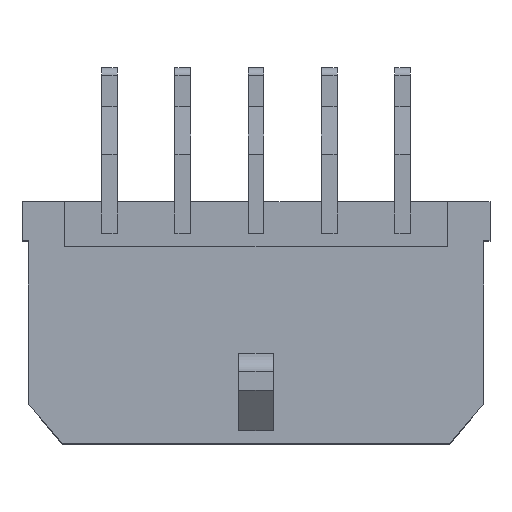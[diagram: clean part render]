
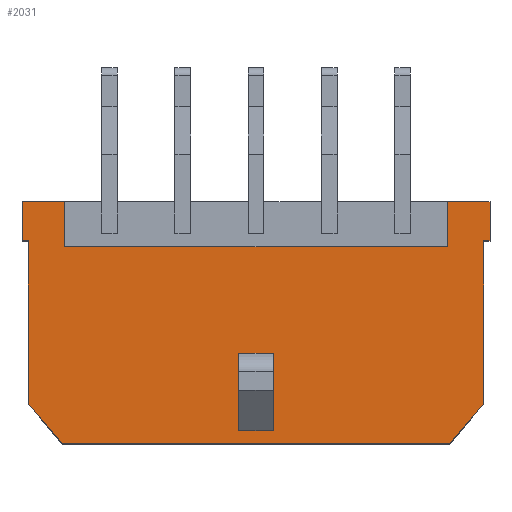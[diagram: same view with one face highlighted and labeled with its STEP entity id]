
A CAD part, top view. The second image highlights one B-rep face of the part: STEP entity #2031.
In plain terms, the highlighted planar face has unit normal (0, 0, 1).
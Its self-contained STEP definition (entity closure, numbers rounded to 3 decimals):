
#1497 = VERTEX_POINT('',#1498);
#1498 = CARTESIAN_POINT('',(9.575,5.36,7.37));
#1504 = EDGE_CURVE('',#1497,#1505,#1507,.T.);
#1505 = VERTEX_POINT('',#1506);
#1506 = CARTESIAN_POINT('',(7.825,5.36,7.37));
#1507 = LINE('',#1508,#1509);
#1508 = CARTESIAN_POINT('',(9.575,5.36,7.37));
#1509 = VECTOR('',#1510,1.);
#1510 = DIRECTION('',(-1.,0.,0.));
#1684 = VERTEX_POINT('',#1685);
#1685 = CARTESIAN_POINT('',(-7.825,5.36,7.37));
#1691 = EDGE_CURVE('',#1684,#1692,#1694,.T.);
#1692 = VERTEX_POINT('',#1693);
#1693 = CARTESIAN_POINT('',(-9.575,5.36,7.37));
#1694 = LINE('',#1695,#1696);
#1695 = CARTESIAN_POINT('',(-7.825,5.36,7.37));
#1696 = VECTOR('',#1697,1.);
#1697 = DIRECTION('',(-1.,0.,0.));
#1768 = VERTEX_POINT('',#1769);
#1769 = CARTESIAN_POINT('',(9.575,3.76,7.37));
#1775 = EDGE_CURVE('',#1497,#1768,#1776,.T.);
#1776 = LINE('',#1777,#1778);
#1777 = CARTESIAN_POINT('',(9.575,5.36,7.37));
#1778 = VECTOR('',#1779,1.);
#1779 = DIRECTION('',(0.,-1.,0.));
#1904 = EDGE_CURVE('',#1905,#1692,#1907,.T.);
#1905 = VERTEX_POINT('',#1906);
#1906 = CARTESIAN_POINT('',(-9.575,3.76,7.37));
#1907 = LINE('',#1908,#1909);
#1908 = CARTESIAN_POINT('',(-9.575,3.76,7.37));
#1909 = VECTOR('',#1910,1.);
#1910 = DIRECTION('',(0.,1.,0.));
#2031 = ADVANCED_FACE('',(#2032,#2114),#2148,.T.);
#2032 = FACE_BOUND('',#2033,.F.);
#2033 = EDGE_LOOP('',(#2034,#2042,#2050,#2056,#2057,#2058,#2066,#2074,
    #2082,#2090,#2098,#2106,#2112,#2113));
#2034 = ORIENTED_EDGE('',*,*,#2035,.T.);
#2035 = EDGE_CURVE('',#1684,#2036,#2038,.T.);
#2036 = VERTEX_POINT('',#2037);
#2037 = CARTESIAN_POINT('',(-7.825,3.51,7.37));
#2038 = LINE('',#2039,#2040);
#2039 = CARTESIAN_POINT('',(-7.825,5.36,7.37));
#2040 = VECTOR('',#2041,1.);
#2041 = DIRECTION('',(0.,-1.,0.));
#2042 = ORIENTED_EDGE('',*,*,#2043,.T.);
#2043 = EDGE_CURVE('',#2036,#2044,#2046,.T.);
#2044 = VERTEX_POINT('',#2045);
#2045 = CARTESIAN_POINT('',(7.825,3.51,7.37));
#2046 = LINE('',#2047,#2048);
#2047 = CARTESIAN_POINT('',(-7.825,3.51,7.37));
#2048 = VECTOR('',#2049,1.);
#2049 = DIRECTION('',(1.,0.,0.));
#2050 = ORIENTED_EDGE('',*,*,#2051,.F.);
#2051 = EDGE_CURVE('',#1505,#2044,#2052,.T.);
#2052 = LINE('',#2053,#2054);
#2053 = CARTESIAN_POINT('',(7.825,5.36,7.37));
#2054 = VECTOR('',#2055,1.);
#2055 = DIRECTION('',(0.,-1.,0.));
#2056 = ORIENTED_EDGE('',*,*,#1504,.F.);
#2057 = ORIENTED_EDGE('',*,*,#1775,.T.);
#2058 = ORIENTED_EDGE('',*,*,#2059,.F.);
#2059 = EDGE_CURVE('',#2060,#1768,#2062,.T.);
#2060 = VERTEX_POINT('',#2061);
#2061 = CARTESIAN_POINT('',(9.325,3.76,7.37));
#2062 = LINE('',#2063,#2064);
#2063 = CARTESIAN_POINT('',(9.325,3.76,7.37));
#2064 = VECTOR('',#2065,1.);
#2065 = DIRECTION('',(1.,0.,0.));
#2066 = ORIENTED_EDGE('',*,*,#2067,.T.);
#2067 = EDGE_CURVE('',#2060,#2068,#2070,.T.);
#2068 = VERTEX_POINT('',#2069);
#2069 = CARTESIAN_POINT('',(9.325,-2.9,7.37));
#2070 = LINE('',#2071,#2072);
#2071 = CARTESIAN_POINT('',(9.325,3.76,7.37));
#2072 = VECTOR('',#2073,1.);
#2073 = DIRECTION('',(0.,-1.,0.));
#2074 = ORIENTED_EDGE('',*,*,#2075,.T.);
#2075 = EDGE_CURVE('',#2068,#2076,#2078,.T.);
#2076 = VERTEX_POINT('',#2077);
#2077 = CARTESIAN_POINT('',(7.925,-4.55,7.37));
#2078 = LINE('',#2079,#2080);
#2079 = CARTESIAN_POINT('',(9.325,-2.9,7.37));
#2080 = VECTOR('',#2081,1.);
#2081 = DIRECTION('',(-0.647,-0.763,
    0.));
#2082 = ORIENTED_EDGE('',*,*,#2083,.F.);
#2083 = EDGE_CURVE('',#2084,#2076,#2086,.T.);
#2084 = VERTEX_POINT('',#2085);
#2085 = CARTESIAN_POINT('',(-7.925,-4.55,7.37));
#2086 = LINE('',#2087,#2088);
#2087 = CARTESIAN_POINT('',(-7.925,-4.55,7.37));
#2088 = VECTOR('',#2089,1.);
#2089 = DIRECTION('',(1.,0.,0.));
#2090 = ORIENTED_EDGE('',*,*,#2091,.T.);
#2091 = EDGE_CURVE('',#2084,#2092,#2094,.T.);
#2092 = VERTEX_POINT('',#2093);
#2093 = CARTESIAN_POINT('',(-9.325,-2.9,7.37));
#2094 = LINE('',#2095,#2096);
#2095 = CARTESIAN_POINT('',(-7.925,-4.55,7.37));
#2096 = VECTOR('',#2097,1.);
#2097 = DIRECTION('',(-0.647,0.763,
    0.));
#2098 = ORIENTED_EDGE('',*,*,#2099,.F.);
#2099 = EDGE_CURVE('',#2100,#2092,#2102,.T.);
#2100 = VERTEX_POINT('',#2101);
#2101 = CARTESIAN_POINT('',(-9.325,3.76,7.37));
#2102 = LINE('',#2103,#2104);
#2103 = CARTESIAN_POINT('',(-9.325,3.76,7.37));
#2104 = VECTOR('',#2105,1.);
#2105 = DIRECTION('',(0.,-1.,0.));
#2106 = ORIENTED_EDGE('',*,*,#2107,.T.);
#2107 = EDGE_CURVE('',#2100,#1905,#2108,.T.);
#2108 = LINE('',#2109,#2110);
#2109 = CARTESIAN_POINT('',(-9.325,3.76,7.37));
#2110 = VECTOR('',#2111,1.);
#2111 = DIRECTION('',(-1.,0.,0.));
#2112 = ORIENTED_EDGE('',*,*,#1904,.T.);
#2113 = ORIENTED_EDGE('',*,*,#1691,.F.);
#2114 = FACE_BOUND('',#2115,.F.);
#2115 = EDGE_LOOP('',(#2116,#2126,#2134,#2142));
#2116 = ORIENTED_EDGE('',*,*,#2117,.F.);
#2117 = EDGE_CURVE('',#2118,#2120,#2122,.T.);
#2118 = VERTEX_POINT('',#2119);
#2119 = CARTESIAN_POINT('',(-0.7,-4.01,7.37));
#2120 = VERTEX_POINT('',#2121);
#2121 = CARTESIAN_POINT('',(-0.7,-0.85,7.37));
#2122 = LINE('',#2123,#2124);
#2123 = CARTESIAN_POINT('',(-0.7,-4.01,7.37));
#2124 = VECTOR('',#2125,1.);
#2125 = DIRECTION('',(0.,1.,0.));
#2126 = ORIENTED_EDGE('',*,*,#2127,.T.);
#2127 = EDGE_CURVE('',#2118,#2128,#2130,.T.);
#2128 = VERTEX_POINT('',#2129);
#2129 = CARTESIAN_POINT('',(0.7,-4.01,7.37));
#2130 = LINE('',#2131,#2132);
#2131 = CARTESIAN_POINT('',(-0.7,-4.01,7.37));
#2132 = VECTOR('',#2133,1.);
#2133 = DIRECTION('',(1.,0.,0.));
#2134 = ORIENTED_EDGE('',*,*,#2135,.T.);
#2135 = EDGE_CURVE('',#2128,#2136,#2138,.T.);
#2136 = VERTEX_POINT('',#2137);
#2137 = CARTESIAN_POINT('',(0.7,-0.85,7.37));
#2138 = LINE('',#2139,#2140);
#2139 = CARTESIAN_POINT('',(0.7,-4.01,7.37));
#2140 = VECTOR('',#2141,1.);
#2141 = DIRECTION('',(0.,1.,0.));
#2142 = ORIENTED_EDGE('',*,*,#2143,.F.);
#2143 = EDGE_CURVE('',#2120,#2136,#2144,.T.);
#2144 = LINE('',#2145,#2146);
#2145 = CARTESIAN_POINT('',(-0.7,-0.85,7.37));
#2146 = VECTOR('',#2147,1.);
#2147 = DIRECTION('',(1.,0.,0.));
#2148 = PLANE('',#2149);
#2149 = AXIS2_PLACEMENT_3D('',#2150,#2151,#2152);
#2150 = CARTESIAN_POINT('',(-9.325,5.36,7.37));
#2151 = DIRECTION('',(0.,0.,1.));
#2152 = DIRECTION('',(0.,-1.,0.));
